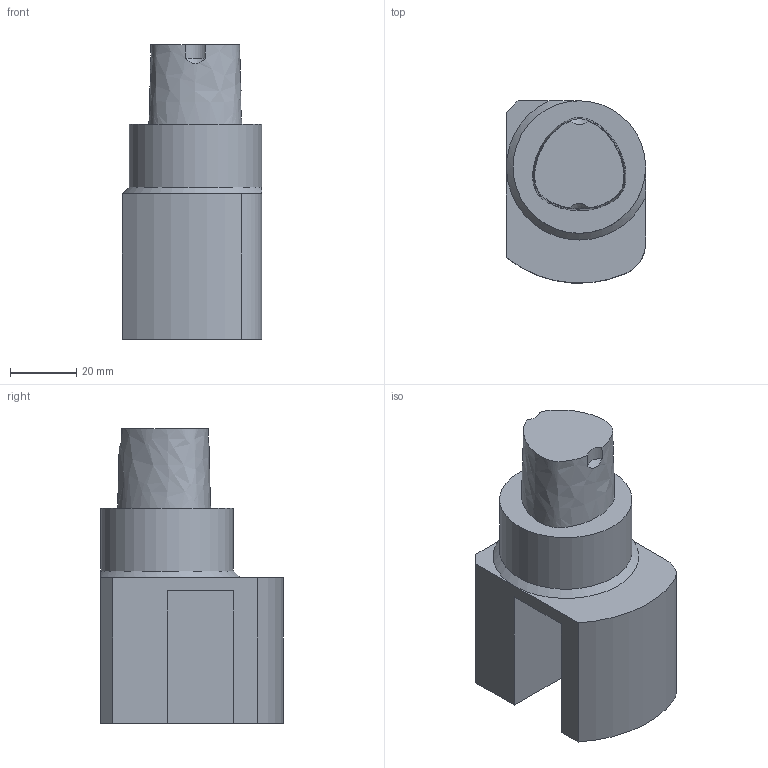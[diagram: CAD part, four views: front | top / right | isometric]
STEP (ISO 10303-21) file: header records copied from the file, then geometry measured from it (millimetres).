
FILE_DESCRIPTION((''),'1');
FILE_NAME('C4-180-BH20R-2265.stp','2022-10-07T04:50:20',(''),(''),'Spatial Interop R21 SP3','Kubotek KeyCreator 2011 V10.0.2 (22737)',' ');
FILE_SCHEMA(('automotive_design'));
Length unit declared in the file: millimetre
Products named in the file (1): 240[2]
Bounding box: 42 x 54.94 x 89 mm (x, y, z)
Volume: 117679.1 mm3; surface area: 17938.8 mm2
Topology: 1 solids, 1 shells, 22 faces, 57 edges, 38 vertices
Faces by surface type: plane 12, cylinder 6, cone 3, bspline 1
Full cylindrical faces by diameter (mm): 39.98 x1
Entity records: 2357 total; most frequent: CARTESIAN_POINT 1287, ORIENTED_EDGE 108, PRESENTATION_STYLE_ASSIGNMENT 100, COLOUR_RGB 100, DIRECTION 97, STYLED_ITEM 77, CURVE_STYLE 77, DRAUGHTING_PRE_DEFINED_CURVE_FONT 77
